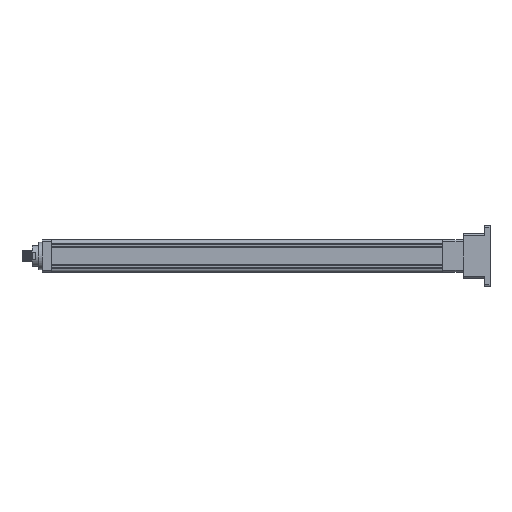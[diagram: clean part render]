
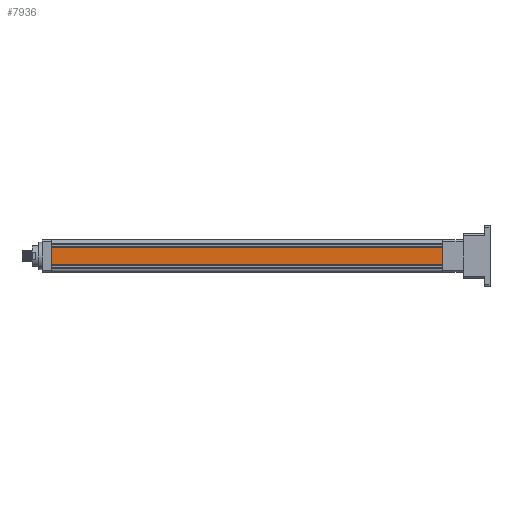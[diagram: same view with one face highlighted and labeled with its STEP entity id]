
A CAD part, left-side view. The second image highlights one B-rep face of the part: STEP entity #7936.
In plain terms, the highlighted face is planar.
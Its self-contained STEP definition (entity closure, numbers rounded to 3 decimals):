
#2556 = DIRECTION ( 'NONE',  ( 1., 0., 0. ) ) ;
#2772 = DIRECTION ( 'NONE',  ( 0., 1., 0. ) ) ;
#4173 = LINE ( 'NONE', #29433, #17785 ) ;
#4533 = AXIS2_PLACEMENT_3D ( 'NONE', #26814, #2772, #21834 ) ;
#4932 = VECTOR ( 'NONE', #68719, 1000. ) ;
#6129 = VECTOR ( 'NONE', #2556, 1000. ) ;
#6409 = CARTESIAN_POINT ( 'NONE',  ( 25.5, -47.5, 0. ) ) ;
#7936 = ADVANCED_FACE ( 'NONE', ( #27235 ), #15225, .F. ) ;
#8439 = EDGE_LOOP ( 'NONE', ( #18798, #32983, #17428, #50391 ) ) ;
#12769 = CARTESIAN_POINT ( 'NONE',  ( -25.5, -47.5, 0. ) ) ;
#15225 = PLANE ( 'NONE',  #4533 ) ;
#17428 = ORIENTED_EDGE ( 'NONE', *, *, #50419, .T. ) ;
#17785 = VECTOR ( 'NONE', #23222, 1000. ) ;
#18798 = ORIENTED_EDGE ( 'NONE', *, *, #75806, .F. ) ;
#21834 = DIRECTION ( 'NONE',  ( -1., 0., 0. ) ) ;
#23222 = DIRECTION ( 'NONE',  ( 1., 0., 0. ) ) ;
#26343 = EDGE_CURVE ( 'NONE', #50879, #41555, #74918, .T. ) ;
#26814 = CARTESIAN_POINT ( 'NONE',  ( 37.5, -47.5, 1155. ) ) ;
#27069 = LINE ( 'NONE', #47646, #69291 ) ;
#27235 = FACE_OUTER_BOUND ( 'NONE', #8439, .T. ) ;
#28226 = CARTESIAN_POINT ( 'NONE',  ( 37.5, -47.5, 1155. ) ) ;
#29433 = CARTESIAN_POINT ( 'NONE',  ( 37.5, -47.5, 0. ) ) ;
#32983 = ORIENTED_EDGE ( 'NONE', *, *, #26343, .F. ) ;
#41555 = VERTEX_POINT ( 'NONE', #52354 ) ;
#41622 = EDGE_CURVE ( 'NONE', #61859, #72668, #27069, .T. ) ;
#43485 = CARTESIAN_POINT ( 'NONE',  ( -25.5, -47.5, -4.472 ) ) ;
#47646 = CARTESIAN_POINT ( 'NONE',  ( 25.5, -47.5, -4.472 ) ) ;
#50391 = ORIENTED_EDGE ( 'NONE', *, *, #41622, .T. ) ;
#50419 = EDGE_CURVE ( 'NONE', #50879, #61859, #4173, .T. ) ;
#50879 = VERTEX_POINT ( 'NONE', #12769 ) ;
#52354 = CARTESIAN_POINT ( 'NONE',  ( -25.5, -47.5, 1155. ) ) ;
#61859 = VERTEX_POINT ( 'NONE', #6409 ) ;
#64349 = DIRECTION ( 'NONE',  ( 0., 0., 1. ) ) ;
#66124 = CARTESIAN_POINT ( 'NONE',  ( 25.5, -47.5, 1155. ) ) ;
#68719 = DIRECTION ( 'NONE',  ( 0., 0., 1. ) ) ;
#69291 = VECTOR ( 'NONE', #64349, 1000. ) ;
#72668 = VERTEX_POINT ( 'NONE', #66124 ) ;
#74918 = LINE ( 'NONE', #43485, #4932 ) ;
#75806 = EDGE_CURVE ( 'NONE', #41555, #72668, #78732, .T. ) ;
#78732 = LINE ( 'NONE', #28226, #6129 ) ;
